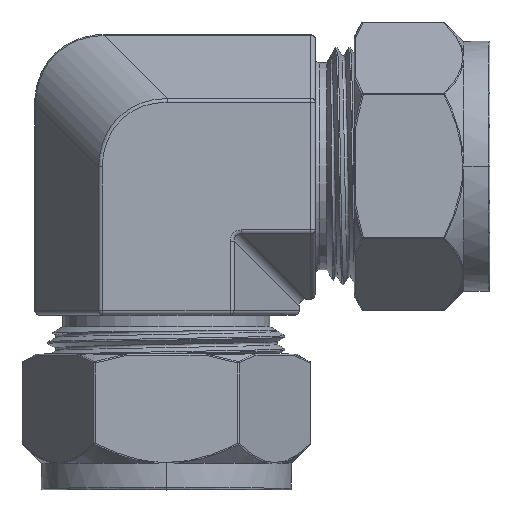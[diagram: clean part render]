
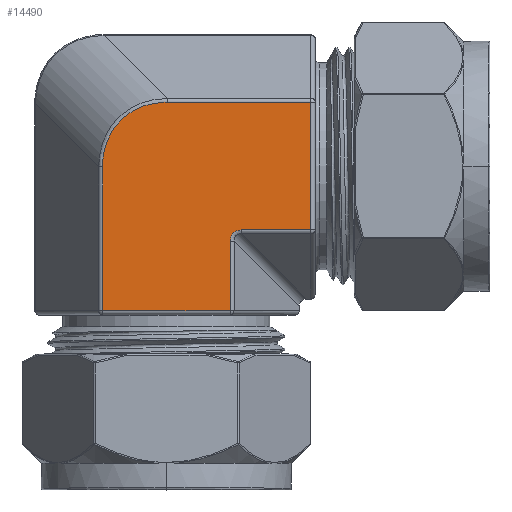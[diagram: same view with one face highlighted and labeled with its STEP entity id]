
A CAD part, top view. The second image highlights one B-rep face of the part: STEP entity #14490.
In plain terms, the highlighted planar face has unit normal (0, 0, 1).
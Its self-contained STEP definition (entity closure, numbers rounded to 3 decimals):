
#5232=DIRECTION('',(1.,0.,0.));
#5233=VECTOR('',#5232,10.511);
#5234=CARTESIAN_POINT('',(11.422,-9.69,17.45));
#5235=LINE('',#5234,#5233);
#5239=CARTESIAN_POINT('',(9.69,-11.422,17.45));
#5240=CARTESIAN_POINT('',(9.69,-11.367,17.45));
#5241=CARTESIAN_POINT('',(9.694,-11.261,17.45));
#5242=CARTESIAN_POINT('',(9.711,-11.113,17.45));
#5243=CARTESIAN_POINT('',(9.739,-10.969,17.45));
#5244=CARTESIAN_POINT('',(9.776,-10.833,17.45));
#5245=CARTESIAN_POINT('',(9.822,-10.706,17.45));
#5246=CARTESIAN_POINT('',(9.875,-10.586,17.45));
#5247=CARTESIAN_POINT('',(9.937,-10.475,17.45));
#5248=CARTESIAN_POINT('',(10.005,-10.371,17.45));
#5249=CARTESIAN_POINT('',(10.079,-10.274,17.45));
#5250=CARTESIAN_POINT('',(10.161,-10.184,17.45));
#5251=CARTESIAN_POINT('',(10.25,-10.1,17.45));
#5252=CARTESIAN_POINT('',(10.346,-10.022,17.45));
#5253=CARTESIAN_POINT('',(10.451,-9.951,17.45));
#5254=CARTESIAN_POINT('',(10.564,-9.887,17.45));
#5255=CARTESIAN_POINT('',(10.685,-9.83,17.45));
#5256=CARTESIAN_POINT('',(10.817,-9.781,17.45));
#5257=CARTESIAN_POINT('',(10.956,-9.741,17.45));
#5258=CARTESIAN_POINT('',(11.103,-9.712,17.45));
#5259=CARTESIAN_POINT('',(11.259,-9.694,17.45));
#5260=CARTESIAN_POINT('',(11.367,-9.69,17.45));
#5261=CARTESIAN_POINT('',(11.422,-9.69,17.45));
#5266=DIRECTION('',(0.,1.,0.));
#5267=VECTOR('',#5266,10.511);
#5268=CARTESIAN_POINT('',(9.69,-21.933,17.45));
#5269=LINE('',#5268,#5267);
#5273=DIRECTION('',(-1.,0.,0.));
#5274=VECTOR('',#5273,19.38);
#5275=CARTESIAN_POINT('',(9.69,-21.933,17.45));
#5276=LINE('',#5275,#5274);
#5280=DIRECTION('',(0.,-1.,0.));
#5281=VECTOR('',#5280,21.808);
#5282=CARTESIAN_POINT('',(-9.69,-0.125,17.45));
#5283=LINE('',#5282,#5281);
#5287=CARTESIAN_POINT('',(0.125,9.69,17.45));
#5288=CARTESIAN_POINT('',(-0.077,9.69,17.45));
#5289=CARTESIAN_POINT('',(-0.475,9.68,17.45));
#5290=CARTESIAN_POINT('',(-1.044,9.637,17.45));
#5291=CARTESIAN_POINT('',(-1.6,9.568,17.45));
#5292=CARTESIAN_POINT('',(-2.138,9.474,17.45));
#5293=CARTESIAN_POINT('',(-2.66,9.354,17.45));
#5294=CARTESIAN_POINT('',(-3.164,9.212,17.45));
#5295=CARTESIAN_POINT('',(-3.651,9.046,17.45));
#5296=CARTESIAN_POINT('',(-4.12,8.859,17.45));
#5297=CARTESIAN_POINT('',(-4.572,8.651,17.45));
#5298=CARTESIAN_POINT('',(-5.006,8.423,17.45));
#5299=CARTESIAN_POINT('',(-5.423,8.174,17.45));
#5300=CARTESIAN_POINT('',(-5.822,7.907,17.45));
#5301=CARTESIAN_POINT('',(-6.204,7.62,17.45));
#5302=CARTESIAN_POINT('',(-6.568,7.314,17.45));
#5303=CARTESIAN_POINT('',(-6.914,6.99,17.45));
#5304=CARTESIAN_POINT('',(-7.243,6.647,17.45));
#5305=CARTESIAN_POINT('',(-7.554,6.286,17.45));
#5306=CARTESIAN_POINT('',(-7.846,5.906,17.45));
#5307=CARTESIAN_POINT('',(-8.121,5.507,17.45));
#5308=CARTESIAN_POINT('',(-8.376,5.09,17.45));
#5309=CARTESIAN_POINT('',(-8.611,4.653,17.45));
#5310=CARTESIAN_POINT('',(-8.826,4.197,17.45));
#5311=CARTESIAN_POINT('',(-9.02,3.723,17.45));
#5312=CARTESIAN_POINT('',(-9.192,3.229,17.45));
#5313=CARTESIAN_POINT('',(-9.34,2.716,17.45));
#5314=CARTESIAN_POINT('',(-9.464,2.185,17.45));
#5315=CARTESIAN_POINT('',(-9.563,1.636,17.45));
#5316=CARTESIAN_POINT('',(-9.635,1.067,17.45));
#5317=CARTESIAN_POINT('',(-9.68,0.481,17.45));
#5318=CARTESIAN_POINT('',(-9.69,0.079,17.45));
#5319=CARTESIAN_POINT('',(-9.69,-0.125,17.45));
#5324=DIRECTION('',(-1.,0.,0.));
#5325=VECTOR('',#5324,21.808);
#5326=CARTESIAN_POINT('',(21.933,9.69,17.45));
#5327=LINE('',#5326,#5325);
#5331=DIRECTION('',(0.,-1.,0.));
#5332=VECTOR('',#5331,19.38);
#5333=CARTESIAN_POINT('',(21.933,9.69,17.45));
#5334=LINE('',#5333,#5332);
#10226=CARTESIAN_POINT('',(11.422,-9.69,17.45));
#10227=CARTESIAN_POINT('',(21.933,-9.69,17.45));
#10228=VERTEX_POINT('',#10226);
#10229=VERTEX_POINT('',#10227);
#10230=VERTEX_POINT('',#5239);
#10232=CARTESIAN_POINT('',(9.69,-21.933,17.45));
#10233=VERTEX_POINT('',#10232);
#10254=CARTESIAN_POINT('',(-9.69,-21.933,17.45));
#10255=VERTEX_POINT('',#10254);
#10262=CARTESIAN_POINT('',(21.933,9.69,17.45));
#10263=VERTEX_POINT('',#10262);
#10290=CARTESIAN_POINT('',(-9.69,-0.125,17.45));
#10291=VERTEX_POINT('',#10290);
#10292=VERTEX_POINT('',#5287);
#14469=CARTESIAN_POINT('',(0.,10.075,17.45));
#14470=DIRECTION('',(0.,0.,1.));
#14471=DIRECTION('',(0.,-1.,0.));
#14472=AXIS2_PLACEMENT_3D('',#14469,#14470,#14471);
#14473=PLANE('',#14472);
#14475=ORIENTED_EDGE('',*,*,#14474,.F.);
#14476=ORIENTED_EDGE('',*,*,#14459,.F.);
#14478=ORIENTED_EDGE('',*,*,#14477,.F.);
#14479=ORIENTED_EDGE('',*,*,#13993,.T.);
#14481=ORIENTED_EDGE('',*,*,#14480,.F.);
#14483=ORIENTED_EDGE('',*,*,#14482,.F.);
#14485=ORIENTED_EDGE('',*,*,#14484,.F.);
#14487=ORIENTED_EDGE('',*,*,#14486,.T.);
#14488=EDGE_LOOP('',(#14475,#14476,#14478,#14479,#14481,#14483,#14485,#14487));
#14489=FACE_OUTER_BOUND('',#14488,.F.);
#5262=B_SPLINE_CURVE_WITH_KNOTS('',3,(#5239,#5240,#5241,#5242,#5243,#5244,#5245,
#5246,#5247,#5248,#5249,#5250,#5251,#5252,#5253,#5254,#5255,#5256,#5257,#5258,
#5259,#5260,#5261),.UNSPECIFIED.,.F.,.F.,(4,1,1,1,1,1,1,1,1,1,1,1,1,1,1,1,1,1,1,
1,4),(0.,0.05,0.1,0.15,0.2,0.25,0.3,0.35,0.4,0.45,0.5,
0.55,0.6,0.65,0.7,0.75,0.8,0.85,0.9,0.95,1.),.UNSPECIFIED.);
#5320=B_SPLINE_CURVE_WITH_KNOTS('',3,(#5287,#5288,#5289,#5290,#5291,#5292,#5293,
#5294,#5295,#5296,#5297,#5298,#5299,#5300,#5301,#5302,#5303,#5304,#5305,#5306,
#5307,#5308,#5309,#5310,#5311,#5312,#5313,#5314,#5315,#5316,#5317,#5318,#5319),
.UNSPECIFIED.,.F.,.F.,(4,1,1,1,1,1,1,1,1,1,1,1,1,1,1,1,1,1,1,1,1,1,1,1,1,1,1,1,
1,1,4),(0.,0.033,0.067,0.1,0.133,
0.167,0.2,0.233,0.267,0.3,
0.333,0.367,0.4,0.433,0.467,
0.5,0.533,0.567,0.6,0.633,
0.667,0.7,0.733,0.767,0.8,
0.833,0.867,0.9,0.933,0.967,
1.),.UNSPECIFIED.);
#13993=EDGE_CURVE('',#10233,#10255,#5276,.T.);
#14459=EDGE_CURVE('',#10230,#10228,#5262,.T.);
#14474=EDGE_CURVE('',#10228,#10229,#5235,.T.);
#14477=EDGE_CURVE('',#10233,#10230,#5269,.T.);
#14480=EDGE_CURVE('',#10291,#10255,#5283,.T.);
#14482=EDGE_CURVE('',#10292,#10291,#5320,.T.);
#14484=EDGE_CURVE('',#10263,#10292,#5327,.T.);
#14486=EDGE_CURVE('',#10263,#10229,#5334,.T.);
#14490=ADVANCED_FACE('',(#14489),#14473,.T.);
